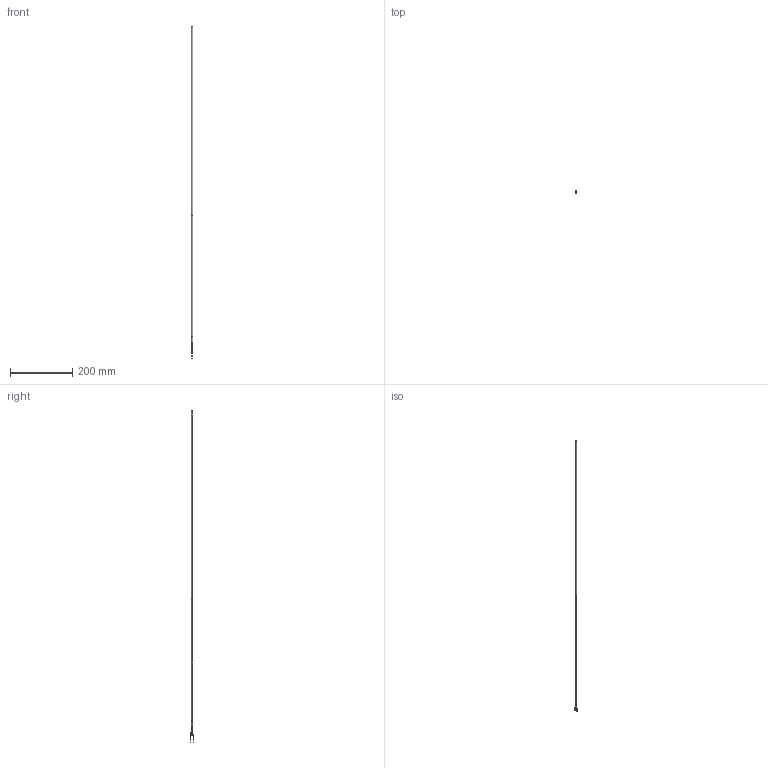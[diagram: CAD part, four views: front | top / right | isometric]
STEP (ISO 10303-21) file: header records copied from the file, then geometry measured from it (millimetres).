
FILE_DESCRIPTION (( 'STEP AP214' ), '1' );
FILE_NAME ('THMK-V24L06-01.STEP', '2021-06-09T15:39:01', ( '' ), ( '' ), 'SwSTEP 2.0', 'SolidWorks 2017', '' );
FILE_SCHEMA (( 'AUTOMOTIVE_DESIGN' ));
Length unit declared in the file: inch
Products named in the file (1): THMK-V24L06-01
Bounding box: 6.35 x 9.79 x 1066.8 mm (x, y, z)
Volume: 26101.5 mm3; surface area: 18642.1 mm2
Topology: 4 solids, 4 shells, 33 faces, 64 edges, 40 vertices
Faces by surface type: cylinder 18, plane 10, bspline 5
Entity records: 1405 total; most frequent: CARTESIAN_POINT 223, DIRECTION 156, ORIENTED_EDGE 124, AXIS2_PLACEMENT_3D 69, EDGE_CURVE 62, CIRCLE 40, VERTEX_POINT 40, LENGTH_MEASURE_WITH_UNIT 39
